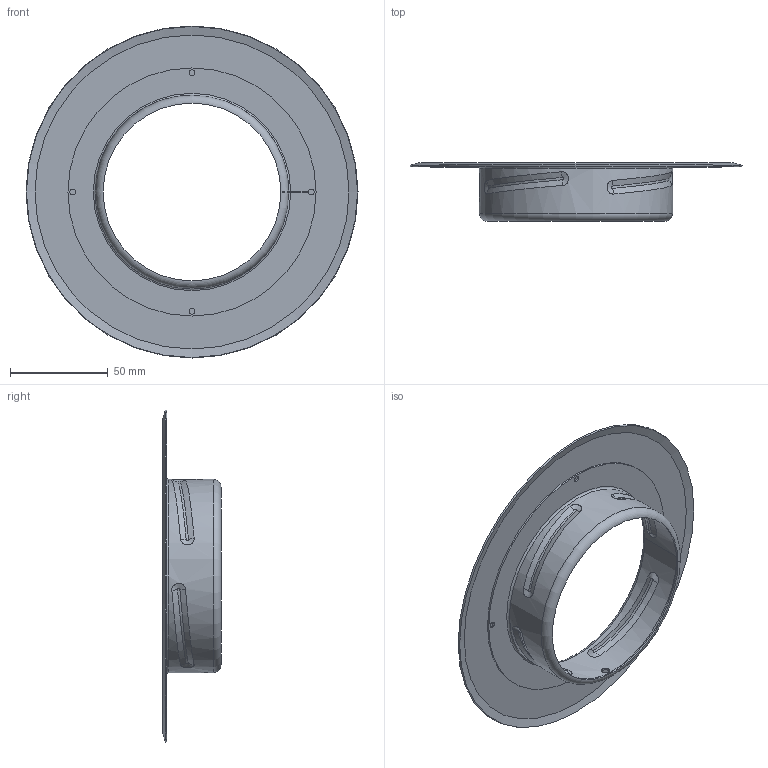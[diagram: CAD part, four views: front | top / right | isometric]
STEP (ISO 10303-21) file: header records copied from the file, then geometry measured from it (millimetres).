
FILE_DESCRIPTION((''),'2;1');
FILE_NAME('HROT-100.stp','2014-04-03T08:38:13',(''),(''),'Autodesk Inventor 2013','Autodesk Inventor 2013','');
FILE_SCHEMA(('AUTOMOTIVE_DESIGN { 1 2 10303 214 0 1 1 1 }'));
Length unit declared in the file: millimetre
Products named in the file (3): HROT-100; ZRVentilram-100; HROT-Rörämne-100
Assembly tree (2 placements, depth 2):
  HROT-100
    ZRVentilram-100
    HROT-Rörämne-100
Bounding box: 170 x 29.8 x 170 mm (x, y, z)
Volume: 25664.7 mm3; surface area: 58540 mm2
Topology: 2 solids, 2 shells, 72 faces, 166 edges, 106 vertices
Faces by surface type: bspline 32, cylinder 19, plane 14, torus 4, cone 3
Full cylindrical faces by diameter (mm): 3 x3, 4 x1, 91 x1, 97.25 x1, 99.05 x1, 103 x1, 127 x1
Entity records: 3368 total; most frequent: CARTESIAN_POINT 1927, ORIENTED_EDGE 316, DIRECTION 184, EDGE_CURVE 158, VERTEX_POINT 106, B_SPLINE_CURVE_WITH_KNOTS 98, EDGE_LOOP 98, AXIS2_PLACEMENT_3D 79
